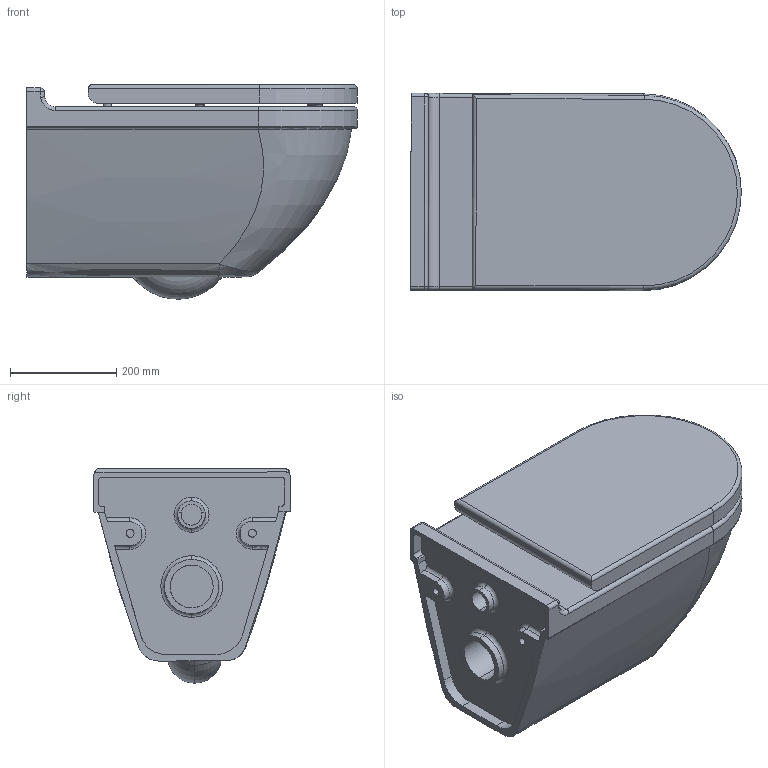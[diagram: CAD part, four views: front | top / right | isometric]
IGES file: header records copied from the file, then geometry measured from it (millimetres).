
Global section: file name: No Iges File Name specified; native system: Autodesk Inventor 2011; preprocessor: AutoDesk Inventor Iges Exporter R2011; author: Administrator; date: 20120229.152108; units: millimetre
Bounding box: 621.71 x 371.22 x 403 mm (x, y, z)
Volume: 40663936.9 mm3; surface area: 1566977.6 mm2
Topology: 2 solids, 2 shells, 211 faces, 505 edges, 311 vertices
Faces by surface type: plane 70, bspline 49, cylinder 47, revolution 30, torus 13, sphere 2
